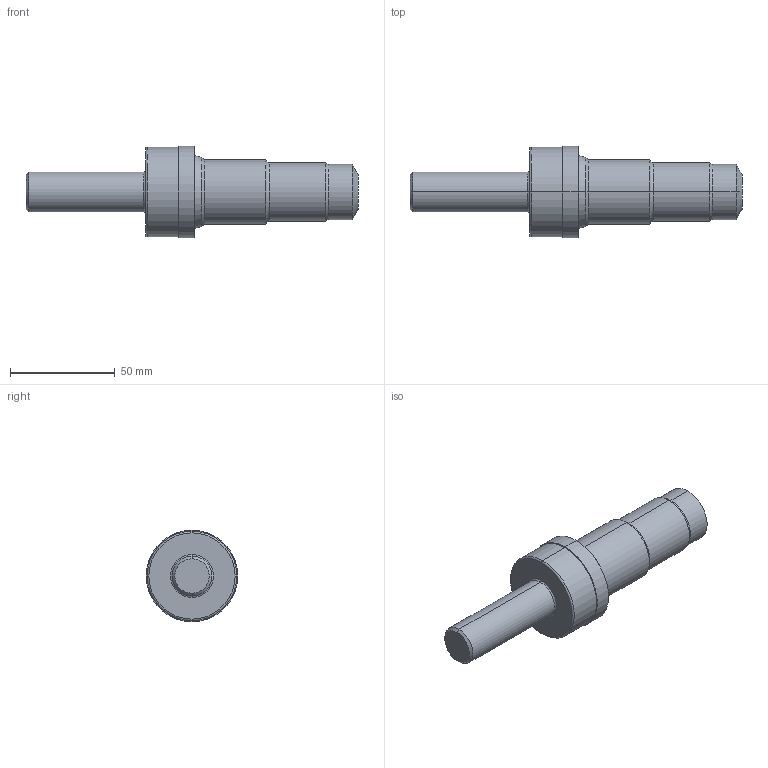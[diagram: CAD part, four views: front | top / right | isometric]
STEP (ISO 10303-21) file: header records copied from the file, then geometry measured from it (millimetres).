
FILE_DESCRIPTION (( 'STEP AP214' ), '1' );
FILE_NAME ('C-16-3-ROUGH-X8.STEP', '2020-02-03T22:20:44', ( '' ), ( '' ), 'SwSTEP 2.0', 'SolidWorks 2018', '' );
FILE_SCHEMA (( 'AUTOMOTIVE_DESIGN' ));
Length unit declared in the file: inch
Products named in the file (1): C-16-3-ROUGH-X8
Bounding box: 158.75 x 43.81 x 43.81 mm (x, y, z)
Volume: 101980.6 mm3; surface area: 16183.2 mm2
Topology: 1 solids, 1 shells, 35 faces, 68 edges, 38 vertices
Faces by surface type: cylinder 12, torus 10, cone 8, plane 5
Entity records: 934 total; most frequent: DIRECTION 188, CARTESIAN_POINT 142, ORIENTED_EDGE 136, AXIS2_PLACEMENT_3D 84, EDGE_CURVE 68, CIRCLE 48, EDGE_LOOP 38, VERTEX_POINT 38
